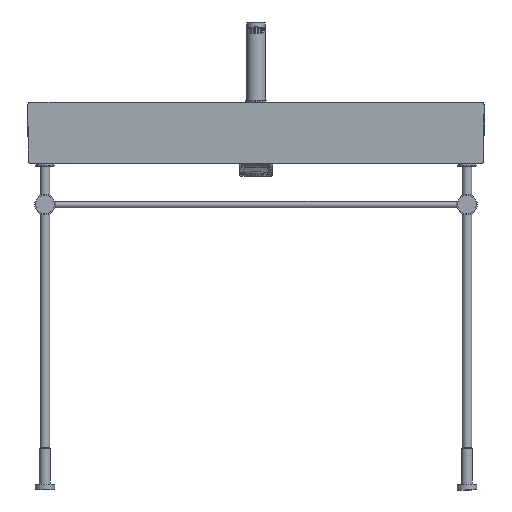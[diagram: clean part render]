
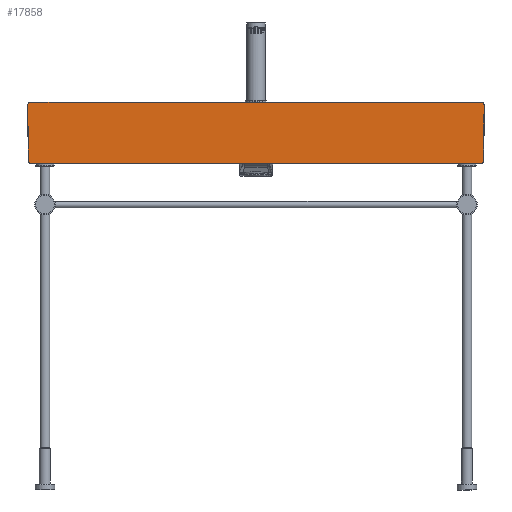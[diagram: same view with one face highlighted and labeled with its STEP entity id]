
A CAD part, left-side view. The second image highlights one B-rep face of the part: STEP entity #17858.
In plain terms, the highlighted planar face has unit normal (-1, 0.001, 0).
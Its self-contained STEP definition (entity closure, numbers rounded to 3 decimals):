
#2116=CARTESIAN_POINT('',(0.,-492.941,0.));
#2117=VERTEX_POINT('',#2116);
#2118=CARTESIAN_POINT('',(0.,492.941,0.));
#2119=VERTEX_POINT('',#2118);
#2120=CARTESIAN_POINT('',(0.0,-492.941,0.0));
#2121=DIRECTION('',(0.0,1.0,0.0));
#2122=VECTOR('',#2121,985.882);
#2123=LINE('',#2120,#2122);
#2124=EDGE_CURVE('',#2117,#2119,#2123,.T.);
#2360=CARTESIAN_POINT('',(0.,499.941,-7.061));
#2361=VERTEX_POINT('',#2360);
#2371=CARTESIAN_POINT('',(0.,499.941,-7.061));
#2372=CARTESIAN_POINT('',(0.,499.945,-6.594));
#2373=CARTESIAN_POINT('',(0.,499.902,-6.127));
#2374=CARTESIAN_POINT('',(0.,499.724,-5.21));
#2375=CARTESIAN_POINT('',(0.,499.59,-4.761));
#2376=CARTESIAN_POINT('',(0.,499.063,-3.486));
#2377=CARTESIAN_POINT('',(0.,498.554,-2.72));
#2378=CARTESIAN_POINT('',(0.,497.27,-1.424));
#2379=CARTESIAN_POINT('',(0.,496.508,-0.909));
#2380=CARTESIAN_POINT('',(0.,495.238,-0.371));
#2381=CARTESIAN_POINT('',(0.,494.79,-0.233));
#2382=CARTESIAN_POINT('',(0.,493.874,-0.047));
#2383=CARTESIAN_POINT('',(0.,493.408,0.));
#2384=CARTESIAN_POINT('',(0.,492.941,0.));
#2385=B_SPLINE_CURVE_WITH_KNOTS('',3,(#2371,#2372,#2373,#2374,#2375,#2376,#2377,#2378,#2379,#2380,#2381,#2382,#2383,#2384),.UNSPECIFIED.,.F.,.U.,(4,2,2,2,2,2,4),(-1.108,-0.968,-0.827,-0.554,-0.28,-0.14,0.),.UNSPECIFIED.);
#2386=EDGE_CURVE('',#2361,#2119,#2385,.T.);
#2446=CARTESIAN_POINT('',(0.,-499.941,-7.061));
#2447=VERTEX_POINT('',#2446);
#2459=CARTESIAN_POINT('',(0.,-499.941,-7.061));
#2460=CARTESIAN_POINT('',(0.,-499.945,-6.594));
#2461=CARTESIAN_POINT('',(0.,-499.902,-6.127));
#2462=CARTESIAN_POINT('',(0.,-499.724,-5.21));
#2463=CARTESIAN_POINT('',(0.,-499.59,-4.761));
#2464=CARTESIAN_POINT('',(0.,-499.063,-3.486));
#2465=CARTESIAN_POINT('',(0.,-498.554,-2.72));
#2466=CARTESIAN_POINT('',(0.,-497.27,-1.424));
#2467=CARTESIAN_POINT('',(0.,-496.508,-0.909));
#2468=CARTESIAN_POINT('',(0.,-495.238,-0.371));
#2469=CARTESIAN_POINT('',(0.,-494.79,-0.233));
#2470=CARTESIAN_POINT('',(0.,-493.874,-0.047));
#2471=CARTESIAN_POINT('',(0.,-493.408,0.));
#2472=CARTESIAN_POINT('',(0.,-492.941,0.));
#2473=B_SPLINE_CURVE_WITH_KNOTS('',3,(#2459,#2460,#2461,#2462,#2463,#2464,#2465,#2466,#2467,#2468,#2469,#2470,#2471,#2472),.UNSPECIFIED.,.F.,.U.,(4,2,2,2,2,2,4),(0.,0.14,0.28,0.554,0.827,0.968,1.108),.UNSPECIFIED.);
#2474=EDGE_CURVE('',#2117,#2447,#2473,.F.);
#17794=CARTESIAN_POINT('',(0.,-550.0,0.0));
#17795=DIRECTION('',(1.0,0.0,0.0));
#17796=DIRECTION('',(0.0,0.0,-1.0));
#17797=AXIS2_PLACEMENT_3D('',#17794,#17795,#17796);
#17798=PLANE('',#17797);
#17799=CARTESIAN_POINT('',(0.,-498.104,-130.105));
#17800=VERTEX_POINT('',#17799);
#17801=CARTESIAN_POINT('',(0.,-493.105,-135.));
#17802=VERTEX_POINT('',#17801);
#17803=CARTESIAN_POINT('',(0.,-498.104,-130.105));
#17804=CARTESIAN_POINT('',(0.,-498.091,-130.75));
#17805=CARTESIAN_POINT('',(0.,-497.953,-131.385));
#17806=CARTESIAN_POINT('',(0.,-497.441,-132.575));
#17807=CARTESIAN_POINT('',(0.,-497.069,-133.117));
#17808=CARTESIAN_POINT('',(0.,-496.138,-134.028));
#17809=CARTESIAN_POINT('',(0.,-495.588,-134.389));
#17810=CARTESIAN_POINT('',(0.,-494.388,-134.875));
#17811=CARTESIAN_POINT('',(0.,-493.75,-135.));
#17812=CARTESIAN_POINT('',(0.,-493.105,-135.));
#17813=B_SPLINE_CURVE_WITH_KNOTS('',3,(#17803,#17804,#17805,#17806,#17807,#17808,#17809,#17810,#17811,#17812),.UNSPECIFIED.,.F.,.U.,(4,2,2,2,4),(-0.777,-0.584,-0.389,-0.193,0.),.UNSPECIFIED.);
#17814=EDGE_CURVE('',#17800,#17802,#17813,.T.);
#17815=ORIENTED_EDGE('',*,*,#17814,.F.);
#17816=CARTESIAN_POINT('',(0.,9499.675,80.629));
#17817=DIRECTION('',(1.0,0.0,0.0));
#17818=DIRECTION('',(0.0,-1.,-0.021));
#17819=AXIS2_PLACEMENT_3D('',#17816,#17817,#17818);
#17820=CIRCLE('',#17819,10000.);
#17821=EDGE_CURVE('',#2447,#17800,#17820,.T.);
#17822=ORIENTED_EDGE('',*,*,#17821,.F.);
#17823=ORIENTED_EDGE('',*,*,#2474,.F.);
#17824=ORIENTED_EDGE('',*,*,#2124,.T.);
#17825=ORIENTED_EDGE('',*,*,#2386,.F.);
#17826=CARTESIAN_POINT('',(0.,498.104,-130.105));
#17827=VERTEX_POINT('',#17826);
#17828=CARTESIAN_POINT('',(0.,-9499.675,80.629));
#17829=DIRECTION('',(1.0,0.,0.));
#17830=DIRECTION('',(0.,1.,-0.009));
#17831=AXIS2_PLACEMENT_3D('',#17828,#17829,#17830);
#17832=CIRCLE('',#17831,10000.);
#17833=EDGE_CURVE('',#17827,#2361,#17832,.T.);
#17834=ORIENTED_EDGE('',*,*,#17833,.F.);
#17835=CARTESIAN_POINT('',(0.,493.105,-135.));
#17836=VERTEX_POINT('',#17835);
#17837=CARTESIAN_POINT('',(0.,498.104,-130.105));
#17838=CARTESIAN_POINT('',(0.,498.091,-130.75));
#17839=CARTESIAN_POINT('',(0.,497.953,-131.385));
#17840=CARTESIAN_POINT('',(0.,497.441,-132.575));
#17841=CARTESIAN_POINT('',(0.,497.069,-133.117));
#17842=CARTESIAN_POINT('',(0.,496.138,-134.028));
#17843=CARTESIAN_POINT('',(0.,495.588,-134.389));
#17844=CARTESIAN_POINT('',(0.,494.388,-134.875));
#17845=CARTESIAN_POINT('',(0.,493.75,-135.));
#17846=CARTESIAN_POINT('',(0.,493.105,-135.));
#17847=B_SPLINE_CURVE_WITH_KNOTS('',3,(#17837,#17838,#17839,#17840,#17841,#17842,#17843,#17844,#17845,#17846),.UNSPECIFIED.,.F.,.U.,(4,2,2,2,4),(-0.777,-0.584,-0.389,-0.193,0.0),.UNSPECIFIED.);
#17848=EDGE_CURVE('',#17836,#17827,#17847,.F.);
#17849=ORIENTED_EDGE('',*,*,#17848,.F.);
#17850=CARTESIAN_POINT('',(0.,493.105,-135.0));
#17851=DIRECTION('',(0.0,-1.0,0.0));
#17852=VECTOR('',#17851,986.211);
#17853=LINE('',#17850,#17852);
#17854=EDGE_CURVE('',#17836,#17802,#17853,.T.);
#17855=ORIENTED_EDGE('',*,*,#17854,.T.);
#17856=EDGE_LOOP('',(#17815,#17822,#17823,#17824,#17825,#17834,#17849,#17855));
#17857=FACE_OUTER_BOUND('',#17856,.T.);
#17858=ADVANCED_FACE('',(#17857),#17798,.F.);
